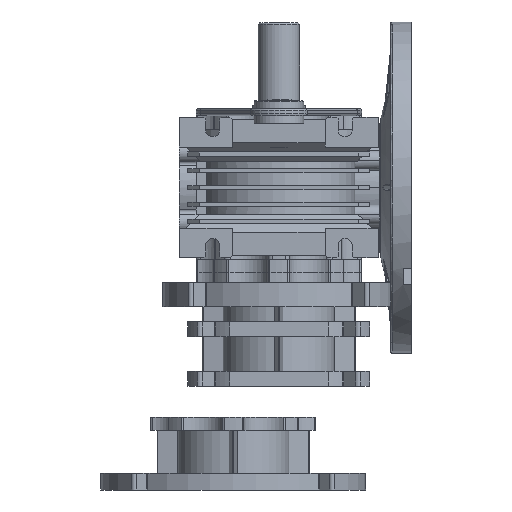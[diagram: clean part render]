
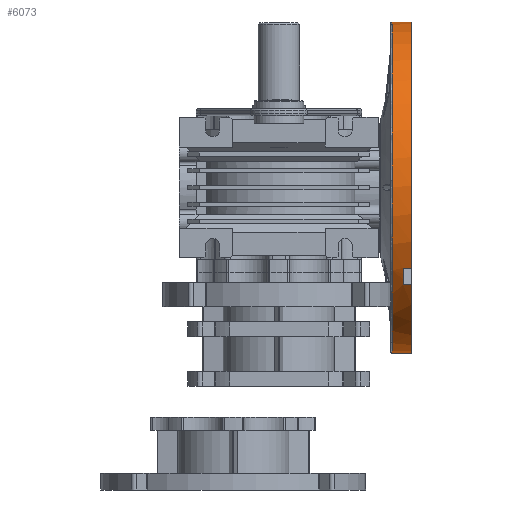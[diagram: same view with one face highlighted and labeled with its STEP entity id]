
A CAD part, front view. The second image highlights one B-rep face of the part: STEP entity #6073.
In plain terms, the highlighted cylindrical face has radius 100 mm (diameter 200 mm), a partial arc.
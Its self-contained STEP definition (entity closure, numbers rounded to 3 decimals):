
#415 = LINE ( 'NONE', #6974, #47103 ) ;
#908 = CARTESIAN_POINT ( 'NONE',  ( 0., 0., 100. ) ) ;
#1210 = CARTESIAN_POINT ( 'NONE',  ( 7.5, 0., 100. ) ) ;
#2845 = ORIENTED_EDGE ( 'NONE', *, *, #55218, .F. ) ;
#3254 = CARTESIAN_POINT ( 'NONE',  ( 19., 0., 0. ) ) ;
#6073 = ADVANCED_FACE ( 'NONE', ( #65504 ), #46358, .T. ) ;
#6310 = CARTESIAN_POINT ( 'NONE',  ( 0., 0., -100. ) ) ;
#6974 = CARTESIAN_POINT ( 'NONE',  ( 14., -87.411, -48.573 ) ) ;
#7068 = ORIENTED_EDGE ( 'NONE', *, *, #67310, .F. ) ;
#8468 = CARTESIAN_POINT ( 'NONE',  ( 7.5, 0., -100. ) ) ;
#8754 = AXIS2_PLACEMENT_3D ( 'NONE', #41247, #45711, #24476 ) ;
#9035 = ORIENTED_EDGE ( 'NONE', *, *, #17500, .T. ) ;
#11077 = ORIENTED_EDGE ( 'NONE', *, *, #40606, .F. ) ;
#11874 = DIRECTION ( 'NONE',  ( -1., 0., 0. ) ) ;
#13985 = DIRECTION ( 'NONE',  ( 0., 0., 1. ) ) ;
#15642 = DIRECTION ( 'NONE',  ( 1., 0., 0. ) ) ;
#16038 = CARTESIAN_POINT ( 'NONE',  ( 19., 0., -100. ) ) ;
#16122 = VECTOR ( 'NONE', #16844, 1000. ) ;
#16844 = DIRECTION ( 'NONE',  ( -1., 0., 0. ) ) ;
#17500 = EDGE_CURVE ( 'NONE', #68364, #60718, #30440, .T. ) ;
#17889 = AXIS2_PLACEMENT_3D ( 'NONE', #3254, #15642, #13985 ) ;
#19553 = VERTEX_POINT ( 'NONE', #1210 ) ;
#21968 = CARTESIAN_POINT ( 'NONE',  ( 19., -87.411, -48.573 ) ) ;
#22557 = DIRECTION ( 'NONE',  ( 0., 0., 1. ) ) ;
#22560 = CARTESIAN_POINT ( 'NONE',  ( 14., -87.411, -48.573 ) ) ;
#22718 = DIRECTION ( 'NONE',  ( 0., 0., 1. ) ) ;
#24476 = DIRECTION ( 'NONE',  ( 0., 0., 1. ) ) ;
#25654 = EDGE_LOOP ( 'NONE', ( #7068, #2845, #26488, #9035, #36431, #11077, #40186, #45569 ) ) ;
#26488 = ORIENTED_EDGE ( 'NONE', *, *, #30391, .T. ) ;
#26904 = VERTEX_POINT ( 'NONE', #21968 ) ;
#28726 = CARTESIAN_POINT ( 'NONE',  ( 19., 0., 0. ) ) ;
#29700 = VECTOR ( 'NONE', #54255, 1000. ) ;
#30391 = EDGE_CURVE ( 'NONE', #64030, #68364, #43595, .T. ) ;
#30440 = CIRCLE ( 'NONE', #8754, 100. ) ;
#31656 = CARTESIAN_POINT ( 'NONE',  ( 19., 0., 100. ) ) ;
#31945 = AXIS2_PLACEMENT_3D ( 'NONE', #28726, #33882, #34799 ) ;
#32407 = CIRCLE ( 'NONE', #31945, 100. ) ;
#33509 = CARTESIAN_POINT ( 'NONE',  ( 0., 0., 0. ) ) ;
#33882 = DIRECTION ( 'NONE',  ( 1., 0., 0. ) ) ;
#34125 = CARTESIAN_POINT ( 'NONE',  ( 7.5, 0., 0. ) ) ;
#34465 = CIRCLE ( 'NONE', #17889, 100. ) ;
#34799 = DIRECTION ( 'NONE',  ( 0., 0., 1. ) ) ;
#34956 = EDGE_CURVE ( 'NONE', #51553, #19553, #43907, .T. ) ;
#36431 = ORIENTED_EDGE ( 'NONE', *, *, #60722, .T. ) ;
#38645 = DIRECTION ( 'NONE',  ( 1., 0., 0. ) ) ;
#39363 = CIRCLE ( 'NONE', #49845, 100. ) ;
#40186 = ORIENTED_EDGE ( 'NONE', *, *, #34956, .T. ) ;
#40606 = EDGE_CURVE ( 'NONE', #51553, #26904, #32407, .T. ) ;
#40886 = VECTOR ( 'NONE', #65219, 1000. ) ;
#41247 = CARTESIAN_POINT ( 'NONE',  ( 14., 0., 0. ) ) ;
#43595 = LINE ( 'NONE', #43607, #16122 ) ;
#43607 = CARTESIAN_POINT ( 'NONE',  ( 0., -80.963, -58.694 ) ) ;
#43907 = LINE ( 'NONE', #908, #29700 ) ;
#45569 = ORIENTED_EDGE ( 'NONE', *, *, #51382, .T. ) ;
#45711 = DIRECTION ( 'NONE',  ( -1., 0., 0. ) ) ;
#46358 = CYLINDRICAL_SURFACE ( 'NONE', #60896, 100. ) ;
#47103 = VECTOR ( 'NONE', #38645, 1000. ) ;
#49845 = AXIS2_PLACEMENT_3D ( 'NONE', #34125, #54643, #22718 ) ;
#51326 = CARTESIAN_POINT ( 'NONE',  ( 19., -80.963, -58.694 ) ) ;
#51382 = EDGE_CURVE ( 'NONE', #19553, #52408, #39363, .T. ) ;
#51553 = VERTEX_POINT ( 'NONE', #31656 ) ;
#52408 = VERTEX_POINT ( 'NONE', #8468 ) ;
#53157 = VERTEX_POINT ( 'NONE', #16038 ) ;
#54255 = DIRECTION ( 'NONE',  ( -1., 0., 0. ) ) ;
#54643 = DIRECTION ( 'NONE',  ( 1., 0., 0. ) ) ;
#55218 = EDGE_CURVE ( 'NONE', #64030, #53157, #34465, .T. ) ;
#58409 = LINE ( 'NONE', #6310, #40886 ) ;
#60718 = VERTEX_POINT ( 'NONE', #22560 ) ;
#60722 = EDGE_CURVE ( 'NONE', #60718, #26904, #415, .T. ) ;
#60896 = AXIS2_PLACEMENT_3D ( 'NONE', #33509, #11874, #22557 ) ;
#64030 = VERTEX_POINT ( 'NONE', #51326 ) ;
#65219 = DIRECTION ( 'NONE',  ( -1., 0., 0. ) ) ;
#65504 = FACE_OUTER_BOUND ( 'NONE', #25654, .T. ) ;
#67310 = EDGE_CURVE ( 'NONE', #53157, #52408, #58409, .T. ) ;
#67481 = CARTESIAN_POINT ( 'NONE',  ( 14., -80.963, -58.694 ) ) ;
#68364 = VERTEX_POINT ( 'NONE', #67481 ) ;
